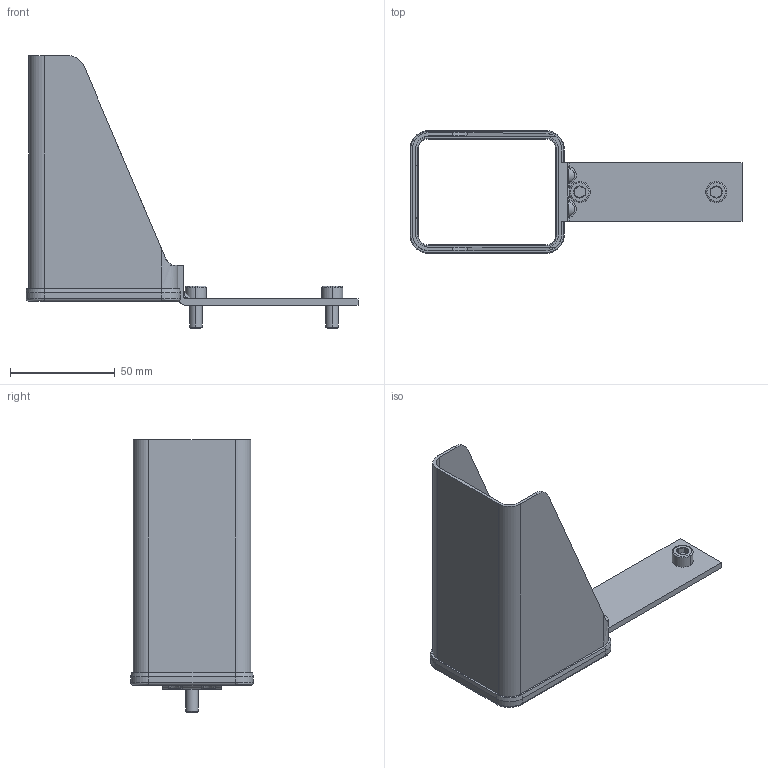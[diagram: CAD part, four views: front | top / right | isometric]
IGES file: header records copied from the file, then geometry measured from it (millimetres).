
Start section: Elysium IGES Interface
Global section: file name: 54H1003619.igs; native system: Creo Elements/Direct Modeling 18.1B  29-Sep-2012; preprocessor: Creo Element/Direct IGES_3D V2.2; author: Unknown; organization: Unknown; date: 20151014.115159; units: millimetre
Bounding box: 158.25 x 58.5 x 130 mm (x, y, z)
Volume: 41543.1 mm3; surface area: 44166.2 mm2
Topology: 1 solids, 1 shells, 189 faces, 457 edges, 278 vertices
Faces by surface type: bspline 189
